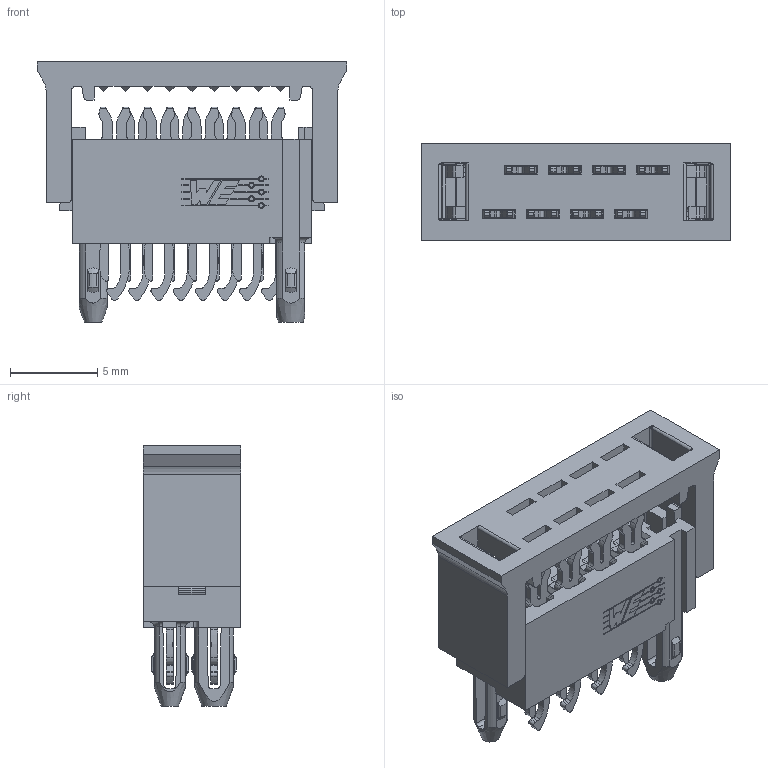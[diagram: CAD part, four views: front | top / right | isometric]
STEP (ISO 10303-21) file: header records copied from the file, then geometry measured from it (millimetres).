
FILE_DESCRIPTION(/* description */ ('Unknown'),/* implementation_level */ '2;1');
FILE_NAME(/* name */ '490107670812',/* time_stamp */ '2019-03-18T14:06:28+01:00',/* author */ ('Unknown'),/* organization */ ('Unknown'),/* preprocessor_version */ 'ST-DEVELOPER v16.7',/* originating_system */ 'DEX',/* authorisation */ $);
FILE_SCHEMA (('AUTOMOTIVE_DESIGN {1 0 10303 214 3 1 1}'));
Length unit declared in the file: millimetre
Products named in the file (4): WST1P2.54_08; CT422_00.4; BS697_8; BS698_8
Assembly tree (10 placements, depth 2):
  WST1P2.54_08
    CT422_00.4  x8
    BS697_8
    BS698_8
Bounding box: 17.75 x 5.6 x 14.95 mm (x, y, z)
Volume: 617.3 mm3; surface area: 1715.3 mm2
Topology: 10 solids, 10 shells, 1908 faces, 5459 edges, 3581 vertices
Faces by surface type: plane 1235, cylinder 623, bspline 32, cone 10, torus 8
Full cylindrical faces by diameter (mm): 0.241 x4
Entity records: 44413 total; most frequent: CARTESIAN_POINT 8883, ORIENTED_EDGE 7248, DIRECTION 6689, EDGE_CURVE 3624, LINE 2833, VECTOR 2833, VERTEX_POINT 2361, AXIS2_PLACEMENT_3D 1928
